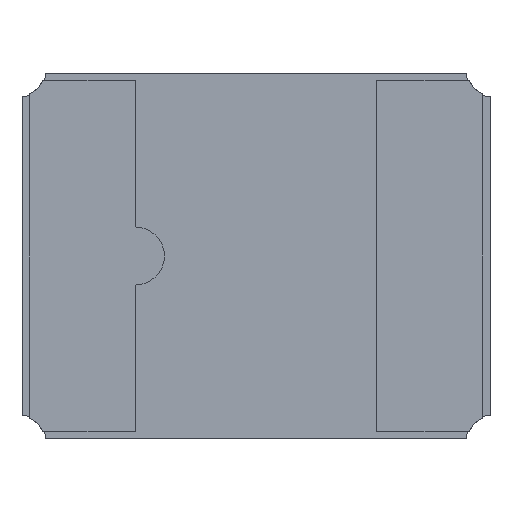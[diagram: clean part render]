
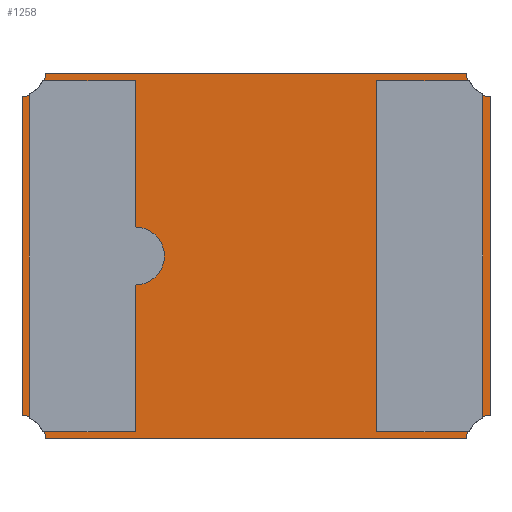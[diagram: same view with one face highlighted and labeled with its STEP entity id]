
A CAD part, front view. The second image highlights one B-rep face of the part: STEP entity #1258.
In plain terms, the highlighted planar face has unit normal (0, -1, 0).
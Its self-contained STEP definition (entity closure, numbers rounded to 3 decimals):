
#10 = CARTESIAN_POINT ( 'NONE',  ( 1.44, 0.02, -1.25 ) ) ;
#45 = LINE ( 'NONE', #6379, #5998 ) ;
#120 = AXIS2_PLACEMENT_3D ( 'NONE', #3260, #5688, #4081 ) ;
#219 = DIRECTION ( 'NONE',  ( 0., 0., 1. ) ) ;
#245 = DIRECTION ( 'NONE',  ( 0., -1., 0. ) ) ;
#289 = VECTOR ( 'NONE', #4193, 1000. ) ;
#508 = AXIS2_PLACEMENT_3D ( 'NONE', #3418, #245, #1015 ) ;
#1015 = DIRECTION ( 'NONE',  ( 0., 0., -1. ) ) ;
#1079 = ORIENTED_EDGE ( 'NONE', *, *, #7791, .F. ) ;
#1101 = ORIENTED_EDGE ( 'NONE', *, *, #6913, .F. ) ;
#1143 = LINE ( 'NONE', #5189, #5727 ) ;
#1200 = VERTEX_POINT ( 'NONE', #2471 ) ;
#1201 = VERTEX_POINT ( 'NONE', #10 ) ;
#1258 = ADVANCED_FACE ( 'NONE', ( #9613 ), #1622, .F. ) ;
#1277 = CARTESIAN_POINT ( 'NONE',  ( -1.44, 0.02, -1.25 ) ) ;
#1313 = EDGE_LOOP ( 'NONE', ( #2527, #2951, #1385, #3939, #1101, #8274, #1079, #4894 ) ) ;
#1385 = ORIENTED_EDGE ( 'NONE', *, *, #9031, .F. ) ;
#1622 = PLANE ( 'NONE',  #8609 ) ;
#1787 = VERTEX_POINT ( 'NONE', #9151 ) ;
#1972 = VERTEX_POINT ( 'NONE', #3821 ) ;
#2471 = CARTESIAN_POINT ( 'NONE',  ( -1.44, 0.02, 1.25 ) ) ;
#2527 = ORIENTED_EDGE ( 'NONE', *, *, #7280, .F. ) ;
#2782 = DIRECTION ( 'NONE',  ( 0., 1., 0. ) ) ;
#2915 = DIRECTION ( 'NONE',  ( 0., -1., 0. ) ) ;
#2951 = ORIENTED_EDGE ( 'NONE', *, *, #3675, .F. ) ;
#3174 = DIRECTION ( 'NONE',  ( 1., 0., 0. ) ) ;
#3260 = CARTESIAN_POINT ( 'NONE',  ( -1.6, 0.02, -1.25 ) ) ;
#3418 = CARTESIAN_POINT ( 'NONE',  ( 1.6, 0.02, 1.25 ) ) ;
#3435 = DIRECTION ( 'NONE',  ( 0., -1., 0. ) ) ;
#3547 = VERTEX_POINT ( 'NONE', #4362 ) ;
#3626 = VECTOR ( 'NONE', #9995, 1000. ) ;
#3675 = EDGE_CURVE ( 'NONE', #6806, #5089, #8767, .T. ) ;
#3821 = CARTESIAN_POINT ( 'NONE',  ( 1.6, 0.02, 1.09 ) ) ;
#3939 = ORIENTED_EDGE ( 'NONE', *, *, #9951, .F. ) ;
#4065 = AXIS2_PLACEMENT_3D ( 'NONE', #6441, #3435, #7320 ) ;
#4081 = DIRECTION ( 'NONE',  ( 0., 0., -1. ) ) ;
#4143 = CARTESIAN_POINT ( 'NONE',  ( -1.6, 0.02, 1.09 ) ) ;
#4193 = DIRECTION ( 'NONE',  ( 0., 0., 1. ) ) ;
#4362 = CARTESIAN_POINT ( 'NONE',  ( -1.44, 0.02, -1.25 ) ) ;
#4618 = CARTESIAN_POINT ( 'NONE',  ( 1.44, 0.02, 1.25 ) ) ;
#4894 = ORIENTED_EDGE ( 'NONE', *, *, #7476, .F. ) ;
#5089 = VERTEX_POINT ( 'NONE', #9083 ) ;
#5097 = CARTESIAN_POINT ( 'NONE',  ( -1.6, 0.02, 1.25 ) ) ;
#5189 = CARTESIAN_POINT ( 'NONE',  ( 1.6, 0.02, -1.09 ) ) ;
#5688 = DIRECTION ( 'NONE',  ( 0., -1., 0. ) ) ;
#5727 = VECTOR ( 'NONE', #7586, 1000. ) ;
#5998 = VECTOR ( 'NONE', #3174, 1000. ) ;
#6209 = DIRECTION ( 'NONE',  ( 0., 0., 1. ) ) ;
#6379 = CARTESIAN_POINT ( 'NONE',  ( 1.44, 0.02, 1.25 ) ) ;
#6441 = CARTESIAN_POINT ( 'NONE',  ( 1.6, 0.02, -1.25 ) ) ;
#6806 = VERTEX_POINT ( 'NONE', #8115 ) ;
#6913 = EDGE_CURVE ( 'NONE', #1787, #1201, #7877, .T. ) ;
#7093 = EDGE_CURVE ( 'NONE', #1972, #1787, #1143, .T. ) ;
#7280 = EDGE_CURVE ( 'NONE', #5089, #1200, #7394, .T. ) ;
#7320 = DIRECTION ( 'NONE',  ( 0., 0., 1. ) ) ;
#7394 = CIRCLE ( 'NONE', #8044, 0.16 ) ;
#7476 = EDGE_CURVE ( 'NONE', #1200, #9200, #45, .T. ) ;
#7586 = DIRECTION ( 'NONE',  ( 0., 0., -1. ) ) ;
#7791 = EDGE_CURVE ( 'NONE', #9200, #1972, #8647, .T. ) ;
#7877 = CIRCLE ( 'NONE', #4065, 0.16 ) ;
#8044 = AXIS2_PLACEMENT_3D ( 'NONE', #9267, #2915, #6209 ) ;
#8115 = CARTESIAN_POINT ( 'NONE',  ( -1.6, 0.02, -1.09 ) ) ;
#8274 = ORIENTED_EDGE ( 'NONE', *, *, #7093, .F. ) ;
#8609 = AXIS2_PLACEMENT_3D ( 'NONE', #5097, #2782, #219 ) ;
#8647 = CIRCLE ( 'NONE', #508, 0.16 ) ;
#8741 = CIRCLE ( 'NONE', #120, 0.16 ) ;
#8767 = LINE ( 'NONE', #4143, #289 ) ;
#9031 = EDGE_CURVE ( 'NONE', #3547, #6806, #8741, .T. ) ;
#9083 = CARTESIAN_POINT ( 'NONE',  ( -1.6, 0.02, 1.09 ) ) ;
#9151 = CARTESIAN_POINT ( 'NONE',  ( 1.6, 0.02, -1.09 ) ) ;
#9200 = VERTEX_POINT ( 'NONE', #4618 ) ;
#9267 = CARTESIAN_POINT ( 'NONE',  ( -1.6, 0.02, 1.25 ) ) ;
#9613 = FACE_OUTER_BOUND ( 'NONE', #1313, .T. ) ;
#9951 = EDGE_CURVE ( 'NONE', #1201, #3547, #10152, .T. ) ;
#9995 = DIRECTION ( 'NONE',  ( -1., 0., 0. ) ) ;
#10152 = LINE ( 'NONE', #1277, #3626 ) ;
